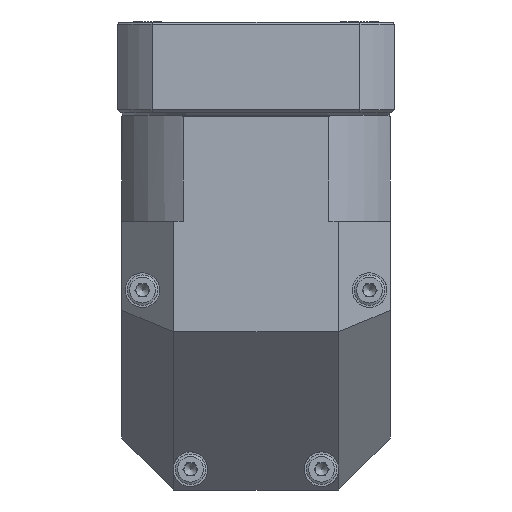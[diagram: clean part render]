
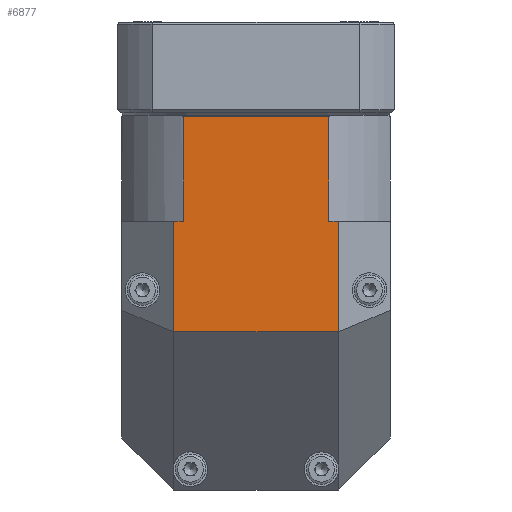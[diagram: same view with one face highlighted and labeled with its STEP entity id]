
A CAD part, front view. The second image highlights one B-rep face of the part: STEP entity #6877.
In plain terms, the highlighted planar face has unit normal (0, -1, 0).
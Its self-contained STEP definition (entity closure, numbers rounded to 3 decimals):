
#6806=CARTESIAN_POINT('',(-31.0,-31.0,55.5));
#6807=DIRECTION('',(0.0,-1.0,0.0));
#6808=DIRECTION('',(0.0,0.0,-1.0));
#6809=AXIS2_PLACEMENT_3D('',#6806,#6807,#6808);
#6810=PLANE('',#6809);
#6811=CARTESIAN_POINT('',(19.,-31.,5.5));
#6812=VERTEX_POINT('',#6811);
#6813=CARTESIAN_POINT('',(19.,-31.0,31.));
#6814=VERTEX_POINT('',#6813);
#6815=CARTESIAN_POINT('',(19.,-31.0,5.5));
#6816=DIRECTION('',(0.0,0.0,1.0));
#6817=VECTOR('',#6816,25.5);
#6818=LINE('',#6815,#6817);
#6819=EDGE_CURVE('',#6812,#6814,#6818,.T.);
#6820=ORIENTED_EDGE('',*,*,#6819,.T.);
#6821=CARTESIAN_POINT('',(16.78,-31.0,31.));
#6822=VERTEX_POINT('',#6821);
#6823=CARTESIAN_POINT('',(19.,-31.0,31.));
#6824=DIRECTION('',(-1.0,0.0,0.0));
#6825=VECTOR('',#6824,2.22);
#6826=LINE('',#6823,#6825);
#6827=EDGE_CURVE('',#6814,#6822,#6826,.T.);
#6828=ORIENTED_EDGE('',*,*,#6827,.T.);
#6829=CARTESIAN_POINT('',(16.78,-31.0,55.2));
#6830=VERTEX_POINT('',#6829);
#6831=CARTESIAN_POINT('',(16.78,-31.0,31.));
#6832=DIRECTION('',(0.0,0.0,1.0));
#6833=VECTOR('',#6832,24.2);
#6834=LINE('',#6831,#6833);
#6835=EDGE_CURVE('',#6822,#6830,#6834,.T.);
#6836=ORIENTED_EDGE('',*,*,#6835,.T.);
#6837=CARTESIAN_POINT('',(-16.78,-31.0,55.2));
#6838=VERTEX_POINT('',#6837);
#6839=CARTESIAN_POINT('',(16.78,-31.0,55.2));
#6840=DIRECTION('',(-1.0,0.0,0.0));
#6841=VECTOR('',#6840,33.56);
#6842=LINE('',#6839,#6841);
#6843=EDGE_CURVE('',#6830,#6838,#6842,.T.);
#6844=ORIENTED_EDGE('',*,*,#6843,.T.);
#6845=CARTESIAN_POINT('',(-16.78,-31.0,31.));
#6846=VERTEX_POINT('',#6845);
#6847=CARTESIAN_POINT('',(-16.78,-31.0,55.2));
#6848=DIRECTION('',(0.0,0.0,-1.0));
#6849=VECTOR('',#6848,24.2);
#6850=LINE('',#6847,#6849);
#6851=EDGE_CURVE('',#6838,#6846,#6850,.T.);
#6852=ORIENTED_EDGE('',*,*,#6851,.T.);
#6853=CARTESIAN_POINT('',(-19.,-31.0,31.));
#6854=VERTEX_POINT('',#6853);
#6855=CARTESIAN_POINT('',(-16.78,-31.0,31.));
#6856=DIRECTION('',(-1.0,0.0,0.0));
#6857=VECTOR('',#6856,2.22);
#6858=LINE('',#6855,#6857);
#6859=EDGE_CURVE('',#6846,#6854,#6858,.T.);
#6860=ORIENTED_EDGE('',*,*,#6859,.T.);
#6861=CARTESIAN_POINT('',(-19.,-31.,5.5));
#6862=VERTEX_POINT('',#6861);
#6863=CARTESIAN_POINT('',(-19.,-31.0,31.));
#6864=DIRECTION('',(0.0,0.0,-1.0));
#6865=VECTOR('',#6864,25.5);
#6866=LINE('',#6863,#6865);
#6867=EDGE_CURVE('',#6854,#6862,#6866,.T.);
#6868=ORIENTED_EDGE('',*,*,#6867,.T.);
#6869=CARTESIAN_POINT('',(19.,-31.,5.5));
#6870=DIRECTION('',(-1.0,0.0,0.0));
#6871=VECTOR('',#6870,38.);
#6872=LINE('',#6869,#6871);
#6873=EDGE_CURVE('',#6812,#6862,#6872,.T.);
#6874=ORIENTED_EDGE('',*,*,#6873,.F.);
#6875=EDGE_LOOP('',(#6820,#6828,#6836,#6844,#6852,#6860,#6868,#6874));
#6876=FACE_OUTER_BOUND('',#6875,.T.);
#6877=ADVANCED_FACE('',(#6876),#6810,.T.);
